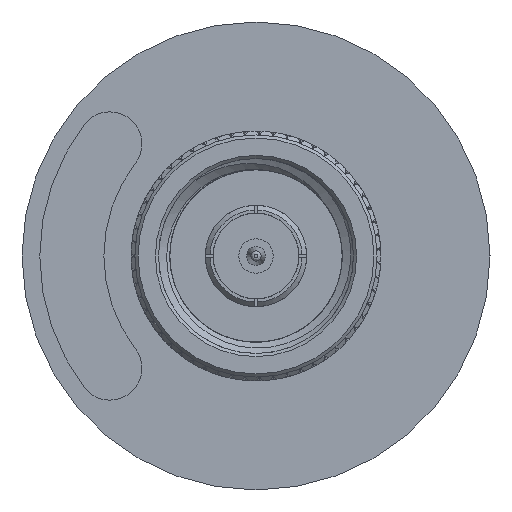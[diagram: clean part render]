
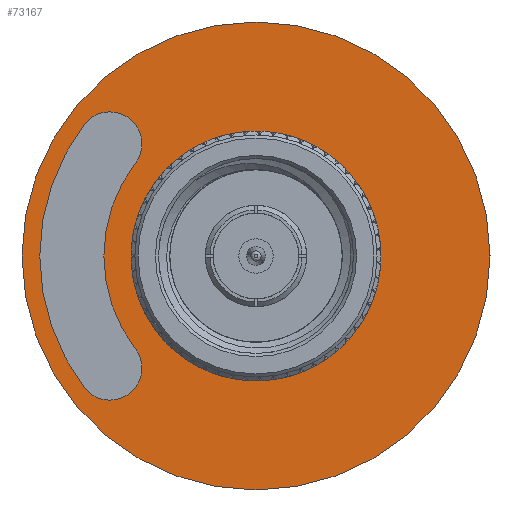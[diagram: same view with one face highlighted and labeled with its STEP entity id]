
A CAD part, left-side view. The second image highlights one B-rep face of the part: STEP entity #73167.
In plain terms, the highlighted planar face has unit normal (-1, 0, 0).
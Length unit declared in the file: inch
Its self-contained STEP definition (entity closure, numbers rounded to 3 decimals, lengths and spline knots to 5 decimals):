
#480 = EDGE_CURVE ( 'NONE', #87160, #55946, #55850, .T. ) ;
#2801 = FACE_BOUND ( 'NONE', #27097, .T. ) ;
#5452 = DIRECTION ( 'NONE',  ( 1., 0., 0. ) ) ;
#5875 = DIRECTION ( 'NONE',  ( -1., 0., 0. ) ) ;
#7115 = EDGE_CURVE ( 'NONE', #87689, #52565, #17646, .T. ) ;
#7360 = CARTESIAN_POINT ( 'NONE',  ( 0., 0.38686, -0.29685 ) ) ;
#7515 = CARTESIAN_POINT ( 'NONE',  ( 0., 0., 0. ) ) ;
#9140 = EDGE_LOOP ( 'NONE', ( #11793 ) ) ;
#10091 = DIRECTION ( 'NONE',  ( -1., 0., 0. ) ) ;
#11793 = ORIENTED_EDGE ( 'NONE', *, *, #40448, .F. ) ;
#15414 = ORIENTED_EDGE ( 'NONE', *, *, #7115, .F. ) ;
#15447 = CARTESIAN_POINT ( 'NONE',  ( 0., 0.2312, 0. ) ) ;
#16339 = VERTEX_POINT ( 'NONE', #15447 ) ;
#17327 = AXIS2_PLACEMENT_3D ( 'NONE', #7515, #21611, #41654 ) ;
#17646 = CIRCLE ( 'NONE', #80086, 0.10263 ) ;
#20721 = ORIENTED_EDGE ( 'NONE', *, *, #30911, .F. ) ;
#21611 = DIRECTION ( 'NONE',  ( -1., 0., 0. ) ) ;
#23268 = CARTESIAN_POINT ( 'NONE',  ( 0., 0.2312, 0. ) ) ;
#23925 = ORIENTED_EDGE ( 'NONE', *, *, #41614, .T. ) ;
#26804 = CARTESIAN_POINT ( 'NONE',  ( 0., 0.46828, 0.35932 ) ) ;
#27097 = EDGE_LOOP ( 'NONE', ( #37091, #66324, #20721, #15414 ) ) ;
#30541 = FACE_OUTER_BOUND ( 'NONE', #9140, .T. ) ;
#30911 = EDGE_CURVE ( 'NONE', #52565, #87160, #84878, .T. ) ;
#32874 = DIRECTION ( 'NONE',  ( -1., 0., 0. ) ) ;
#32893 = CARTESIAN_POINT ( 'NONE',  ( 0., 0.38686, 0.29685 ) ) ;
#33639 = DIRECTION ( 'NONE',  ( 0., -1., 0. ) ) ;
#33793 = CARTESIAN_POINT ( 'NONE',  ( 0., 0.5497, 0.4218 ) ) ;
#35502 = AXIS2_PLACEMENT_3D ( 'NONE', #67709, #5452, #58687 ) ;
#36980 = CIRCLE ( 'NONE', #71734, 0.75 ) ;
#37091 = ORIENTED_EDGE ( 'NONE', *, *, #54296, .F. ) ;
#37420 = CARTESIAN_POINT ( 'NONE',  ( 0., 0., 0. ) ) ;
#37464 = AXIS2_PLACEMENT_3D ( 'NONE', #23268, #10091, #65500 ) ;
#37912 = DIRECTION ( 'NONE',  ( 0., -1., 0. ) ) ;
#40448 = EDGE_CURVE ( 'NONE', #78591, #78591, #36980, .T. ) ;
#41614 = EDGE_CURVE ( 'NONE', #16339, #16339, #52975, .T. ) ;
#41654 = DIRECTION ( 'NONE',  ( 0., -1., 0. ) ) ;
#43534 = DIRECTION ( 'NONE',  ( 1., 0., 0. ) ) ;
#44946 = CIRCLE ( 'NONE', #17327, 0.69288 ) ;
#51540 = DIRECTION ( 'NONE',  ( 0., 1., 0. ) ) ;
#52565 = VERTEX_POINT ( 'NONE', #7360 ) ;
#52975 = CIRCLE ( 'NONE', #35502, 0.2312 ) ;
#54296 = EDGE_CURVE ( 'NONE', #55946, #87689, #44946, .T. ) ;
#55347 = EDGE_LOOP ( 'NONE', ( #23925 ) ) ;
#55850 = CIRCLE ( 'NONE', #77630, 0.10263 ) ;
#55946 = VERTEX_POINT ( 'NONE', #33793 ) ;
#56996 = DIRECTION ( 'NONE',  ( 1., 0., 0. ) ) ;
#57832 = PLANE ( 'NONE',  #37464 ) ;
#58504 = DIRECTION ( 'NONE',  ( 0., -1., 0. ) ) ;
#58687 = DIRECTION ( 'NONE',  ( 0., 1., 0. ) ) ;
#65500 = DIRECTION ( 'NONE',  ( 0., 0., 1. ) ) ;
#65722 = CARTESIAN_POINT ( 'NONE',  ( 0., 0.5497, -0.4218 ) ) ;
#66324 = ORIENTED_EDGE ( 'NONE', *, *, #480, .F. ) ;
#67709 = CARTESIAN_POINT ( 'NONE',  ( 0., 0., 0. ) ) ;
#71018 = FACE_BOUND ( 'NONE', #55347, .T. ) ;
#71734 = AXIS2_PLACEMENT_3D ( 'NONE', #37420, #56996, #51540 ) ;
#73167 = ADVANCED_FACE ( 'NONE', ( #2801, #71018, #30541 ), #57832, .T. ) ;
#74198 = CARTESIAN_POINT ( 'NONE',  ( 0., 0.46828, -0.35932 ) ) ;
#77630 = AXIS2_PLACEMENT_3D ( 'NONE', #26804, #5875, #33639 ) ;
#77693 = CARTESIAN_POINT ( 'NONE',  ( 0., 0.75, 0. ) ) ;
#78591 = VERTEX_POINT ( 'NONE', #77693 ) ;
#80086 = AXIS2_PLACEMENT_3D ( 'NONE', #74198, #32874, #37912 ) ;
#80521 = AXIS2_PLACEMENT_3D ( 'NONE', #86248, #43534, #58504 ) ;
#84878 = CIRCLE ( 'NONE', #80521, 0.48762 ) ;
#86248 = CARTESIAN_POINT ( 'NONE',  ( 0., 0., 0. ) ) ;
#87160 = VERTEX_POINT ( 'NONE', #32893 ) ;
#87689 = VERTEX_POINT ( 'NONE', #65722 ) ;
